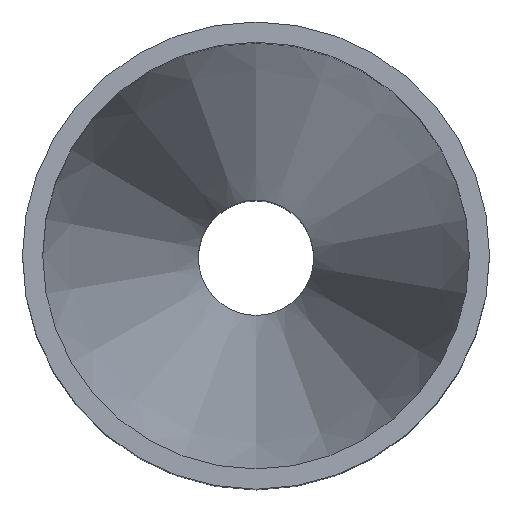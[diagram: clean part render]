
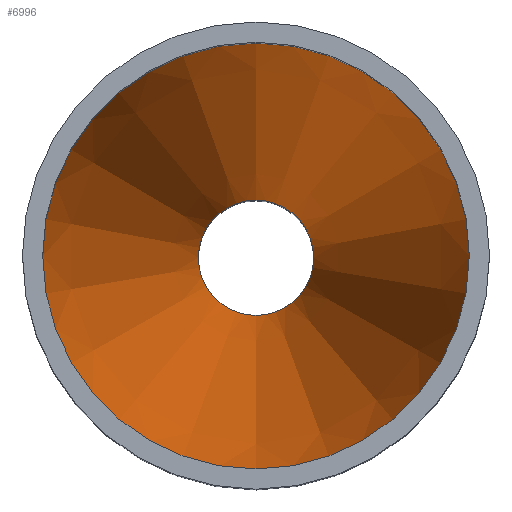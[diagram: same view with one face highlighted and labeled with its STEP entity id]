
A CAD part, top view. The second image highlights one B-rep face of the part: STEP entity #6996.
In plain terms, the highlighted conical face has half-angle 11.31 degrees and reference radius 11.049 mm.
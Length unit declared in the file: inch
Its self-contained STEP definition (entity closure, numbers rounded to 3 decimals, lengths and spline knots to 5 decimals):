
#99=FACE_BOUND('',#1256,.T.);
#828=FACE_OUTER_BOUND('',#1255,.T.);
#1255=EDGE_LOOP('',(#6543));
#1256=EDGE_LOOP('',(#6544));
#2340=CIRCLE('',#7346,0.185);
#2345=CIRCLE('',#7356,0.685);
#3424=VERTEX_POINT('',#15613);
#3429=VERTEX_POINT('',#15628);
#4464=EDGE_CURVE('',#3424,#3424,#2340,.T.);
#4469=EDGE_CURVE('',#3429,#3429,#2345,.T.);
#6543=ORIENTED_EDGE('',*,*,#4469,.F.);
#6544=ORIENTED_EDGE('',*,*,#4464,.T.);
#6584=CONICAL_SURFACE('',#7357,0.435,11.31);
#6996=ADVANCED_FACE('',(#828,#99),#6584,.F.);
#7346=AXIS2_PLACEMENT_3D('',#15614,#8526,#8527);
#7356=AXIS2_PLACEMENT_3D('',#15629,#8546,#8547);
#7357=AXIS2_PLACEMENT_3D('',#15630,#8548,#8549);
#8526=DIRECTION('center_axis',(0.,0.,-1.));
#8527=DIRECTION('ref_axis',(0.,-1.,0.));
#8546=DIRECTION('center_axis',(0.,0.,-1.));
#8547=DIRECTION('ref_axis',(0.,-1.,0.));
#8548=DIRECTION('center_axis',(0.,0.,1.));
#8549=DIRECTION('ref_axis',(0.,-1.,0.));
#15613=CARTESIAN_POINT('',(0.,-0.185,-2.5));
#15614=CARTESIAN_POINT('Origin',(0.,0.,-2.5));
#15628=CARTESIAN_POINT('',(0.,-0.685,0.));
#15629=CARTESIAN_POINT('Origin',(0.,0.,0.));
#15630=CARTESIAN_POINT('Origin',(0.,0.,-1.25));
